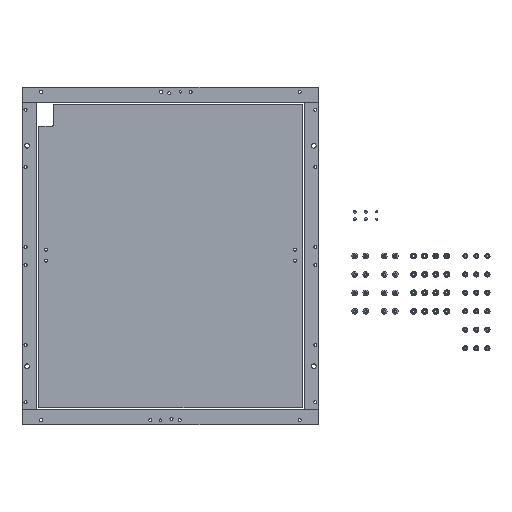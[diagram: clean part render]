
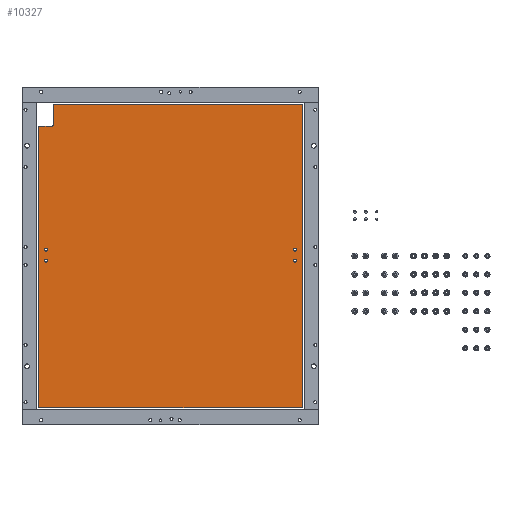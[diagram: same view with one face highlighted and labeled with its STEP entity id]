
A CAD part, front view. The second image highlights one B-rep face of the part: STEP entity #10327.
In plain terms, the highlighted planar face has unit normal (0, -1, 0).
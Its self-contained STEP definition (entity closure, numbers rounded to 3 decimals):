
#44 = DIRECTION ( 'NONE',  ( 0., 0., 1. ) ) ;
#338 = DIRECTION ( 'NONE',  ( 0., 0., 1. ) ) ;
#401 = CARTESIAN_POINT ( 'NONE',  ( 168.9, 0., 8.58 ) ) ;
#412 = AXIS2_PLACEMENT_3D ( 'NONE', #13873, #9091, #3020 ) ;
#511 = FACE_BOUND ( 'NONE', #12780, .T. ) ;
#603 = VERTEX_POINT ( 'NONE', #7505 ) ;
#627 = DIRECTION ( 'NONE',  ( 0., 0., 1. ) ) ;
#651 = CARTESIAN_POINT ( 'NONE',  ( -168.9, 0., 8.58 ) ) ;
#911 = CARTESIAN_POINT ( 'NONE',  ( -179., 0., 206. ) ) ;
#996 = CARTESIAN_POINT ( 'NONE',  ( 168.9, 0., -6.42 ) ) ;
#1069 = VERTEX_POINT ( 'NONE', #3650 ) ;
#1089 = CARTESIAN_POINT ( 'NONE',  ( 168.9, 0., -6.42 ) ) ;
#1108 = VERTEX_POINT ( 'NONE', #13229 ) ;
#1131 = VERTEX_POINT ( 'NONE', #5240 ) ;
#1226 = EDGE_CURVE ( 'NONE', #3609, #1108, #4133, .T. ) ;
#1297 = DIRECTION ( 'NONE',  ( 0., 0., 1. ) ) ;
#1356 = EDGE_LOOP ( 'NONE', ( #3829, #11278, #2260, #7528, #8636, #10792, #11147 ) ) ;
#1442 = CARTESIAN_POINT ( 'NONE',  ( -168.9, 0., -6.42 ) ) ;
#1486 = FACE_BOUND ( 'NONE', #13111, .T. ) ;
#1506 = DIRECTION ( 'NONE',  ( 0., 0., 1. ) ) ;
#1772 = DIRECTION ( 'NONE',  ( 0., 1., 0. ) ) ;
#1991 = CIRCLE ( 'NONE', #9262, 2. ) ;
#2033 = EDGE_CURVE ( 'NONE', #13054, #12620, #13094, .T. ) ;
#2233 = VECTOR ( 'NONE', #3870, 1000. ) ;
#2260 = ORIENTED_EDGE ( 'NONE', *, *, #6038, .F. ) ;
#2432 = DIRECTION ( 'NONE',  ( 0., 0., -1. ) ) ;
#2450 = CARTESIAN_POINT ( 'NONE',  ( 168.9, 0., 6.58 ) ) ;
#2997 = ORIENTED_EDGE ( 'NONE', *, *, #12740, .T. ) ;
#3020 = DIRECTION ( 'NONE',  ( 0., 0., 1. ) ) ;
#3063 = CARTESIAN_POINT ( 'NONE',  ( 168.9, 0., -8.42 ) ) ;
#3222 = CIRCLE ( 'NONE', #4834, 2. ) ;
#3263 = CARTESIAN_POINT ( 'NONE',  ( -179., 0., 176. ) ) ;
#3408 = LINE ( 'NONE', #9340, #9538 ) ;
#3422 = FACE_OUTER_BOUND ( 'NONE', #1356, .T. ) ;
#3589 = AXIS2_PLACEMENT_3D ( 'NONE', #401, #7951, #4261 ) ;
#3609 = VERTEX_POINT ( 'NONE', #11238 ) ;
#3650 = CARTESIAN_POINT ( 'NONE',  ( 168.9, 0., 10.58 ) ) ;
#3652 = ORIENTED_EDGE ( 'NONE', *, *, #4511, .T. ) ;
#3755 = VECTOR ( 'NONE', #10080, 1000. ) ;
#3829 = ORIENTED_EDGE ( 'NONE', *, *, #9887, .F. ) ;
#3870 = DIRECTION ( 'NONE',  ( -1., 0., 0. ) ) ;
#4101 = ORIENTED_EDGE ( 'NONE', *, *, #5450, .T. ) ;
#4133 = CIRCLE ( 'NONE', #412, 2. ) ;
#4154 = VERTEX_POINT ( 'NONE', #3063 ) ;
#4180 = VECTOR ( 'NONE', #1297, 1000. ) ;
#4261 = DIRECTION ( 'NONE',  ( 0., 0., 1. ) ) ;
#4449 = CARTESIAN_POINT ( 'NONE',  ( -179., 0., -206. ) ) ;
#4511 = EDGE_CURVE ( 'NONE', #1108, #3609, #11683, .T. ) ;
#4519 = DIRECTION ( 'NONE',  ( 1., 0., 0. ) ) ;
#4570 = AXIS2_PLACEMENT_3D ( 'NONE', #14339, #5674, #15372 ) ;
#4711 = DIRECTION ( 'NONE',  ( 0., 1., 0. ) ) ;
#4716 = AXIS2_PLACEMENT_3D ( 'NONE', #6792, #1772, #15328 ) ;
#4834 = AXIS2_PLACEMENT_3D ( 'NONE', #1089, #6222, #44 ) ;
#5240 = CARTESIAN_POINT ( 'NONE',  ( -161.5, 0., 176. ) ) ;
#5365 = LINE ( 'NONE', #5423, #12056 ) ;
#5423 = CARTESIAN_POINT ( 'NONE',  ( -179., 0., 176. ) ) ;
#5450 = EDGE_CURVE ( 'NONE', #1069, #6206, #13752, .T. ) ;
#5674 = DIRECTION ( 'NONE',  ( 0., -1., 0. ) ) ;
#5800 = DIRECTION ( 'NONE',  ( 0., 1., 0. ) ) ;
#5852 = EDGE_CURVE ( 'NONE', #4154, #603, #12586, .T. ) ;
#6038 = EDGE_CURVE ( 'NONE', #12620, #11565, #7238, .T. ) ;
#6206 = VERTEX_POINT ( 'NONE', #2450 ) ;
#6222 = DIRECTION ( 'NONE',  ( 0., 1., 0. ) ) ;
#6313 = VECTOR ( 'NONE', #4519, 1000. ) ;
#6477 = VERTEX_POINT ( 'NONE', #7182 ) ;
#6792 = CARTESIAN_POINT ( 'NONE',  ( 168.9, 0., 8.58 ) ) ;
#6835 = PLANE ( 'NONE',  #4570 ) ;
#7085 = EDGE_LOOP ( 'NONE', ( #10820, #15527 ) ) ;
#7182 = CARTESIAN_POINT ( 'NONE',  ( -159., 0., 178.5 ) ) ;
#7225 = CARTESIAN_POINT ( 'NONE',  ( -159., 0., 206. ) ) ;
#7238 = LINE ( 'NONE', #10162, #2233 ) ;
#7505 = CARTESIAN_POINT ( 'NONE',  ( 168.9, 0., -4.42 ) ) ;
#7528 = ORIENTED_EDGE ( 'NONE', *, *, #2033, .F. ) ;
#7606 = CARTESIAN_POINT ( 'NONE',  ( -168.9, 0., -8.42 ) ) ;
#7613 = ORIENTED_EDGE ( 'NONE', *, *, #11444, .T. ) ;
#7714 = DIRECTION ( 'NONE',  ( 1., 0., 0. ) ) ;
#7730 = CARTESIAN_POINT ( 'NONE',  ( 179., 0., -206. ) ) ;
#7821 = DIRECTION ( 'NONE',  ( 0., 1., 0. ) ) ;
#7878 = EDGE_CURVE ( 'NONE', #9041, #9721, #1991, .T. ) ;
#7951 = DIRECTION ( 'NONE',  ( 0., 1., 0. ) ) ;
#8045 = FACE_BOUND ( 'NONE', #13261, .T. ) ;
#8208 = CIRCLE ( 'NONE', #11538, 2. ) ;
#8557 = CARTESIAN_POINT ( 'NONE',  ( -161.5, 0., 178.5 ) ) ;
#8566 = CARTESIAN_POINT ( 'NONE',  ( -179., 0., 206. ) ) ;
#8636 = ORIENTED_EDGE ( 'NONE', *, *, #10246, .F. ) ;
#9033 = CARTESIAN_POINT ( 'NONE',  ( 179., 0., 206. ) ) ;
#9041 = VERTEX_POINT ( 'NONE', #12759 ) ;
#9091 = DIRECTION ( 'NONE',  ( 0., 1., 0. ) ) ;
#9131 = AXIS2_PLACEMENT_3D ( 'NONE', #996, #4711, #12050 ) ;
#9262 = AXIS2_PLACEMENT_3D ( 'NONE', #1442, #9968, #1506 ) ;
#9340 = CARTESIAN_POINT ( 'NONE',  ( -159., 0., -206. ) ) ;
#9521 = AXIS2_PLACEMENT_3D ( 'NONE', #651, #5800, #13078 ) ;
#9538 = VECTOR ( 'NONE', #627, 1000. ) ;
#9721 = VERTEX_POINT ( 'NONE', #7606 ) ;
#9887 = EDGE_CURVE ( 'NONE', #11712, #1131, #5365, .T. ) ;
#9968 = DIRECTION ( 'NONE',  ( 0., 1., 0. ) ) ;
#10080 = DIRECTION ( 'NONE',  ( 0., 0., -1. ) ) ;
#10092 = LINE ( 'NONE', #8566, #4180 ) ;
#10162 = CARTESIAN_POINT ( 'NONE',  ( -179., 0., -206. ) ) ;
#10246 = EDGE_CURVE ( 'NONE', #15773, #13054, #14311, .T. ) ;
#10327 = ADVANCED_FACE ( 'NONE', ( #3422, #14885, #511, #8045, #1486 ), #6835, .T. ) ;
#10788 = ORIENTED_EDGE ( 'NONE', *, *, #1226, .T. ) ;
#10792 = ORIENTED_EDGE ( 'NONE', *, *, #15109, .F. ) ;
#10820 = ORIENTED_EDGE ( 'NONE', *, *, #14712, .T. ) ;
#10998 = EDGE_CURVE ( 'NONE', #11565, #11712, #10092, .T. ) ;
#11147 = ORIENTED_EDGE ( 'NONE', *, *, #12458, .F. ) ;
#11238 = CARTESIAN_POINT ( 'NONE',  ( -168.9, 0., 10.58 ) ) ;
#11278 = ORIENTED_EDGE ( 'NONE', *, *, #10998, .F. ) ;
#11444 = EDGE_CURVE ( 'NONE', #9721, #9041, #8208, .T. ) ;
#11518 = CIRCLE ( 'NONE', #3589, 2. ) ;
#11538 = AXIS2_PLACEMENT_3D ( 'NONE', #13942, #7821, #338 ) ;
#11565 = VERTEX_POINT ( 'NONE', #4449 ) ;
#11683 = CIRCLE ( 'NONE', #9521, 2. ) ;
#11712 = VERTEX_POINT ( 'NONE', #3263 ) ;
#12050 = DIRECTION ( 'NONE',  ( 0., 0., 1. ) ) ;
#12056 = VECTOR ( 'NONE', #7714, 1000. ) ;
#12458 = EDGE_CURVE ( 'NONE', #1131, #6477, #14354, .T. ) ;
#12586 = CIRCLE ( 'NONE', #9131, 2. ) ;
#12620 = VERTEX_POINT ( 'NONE', #7730 ) ;
#12740 = EDGE_CURVE ( 'NONE', #6206, #1069, #11518, .T. ) ;
#12759 = CARTESIAN_POINT ( 'NONE',  ( -168.9, 0., -4.42 ) ) ;
#12780 = EDGE_LOOP ( 'NONE', ( #14104, #7613 ) ) ;
#13054 = VERTEX_POINT ( 'NONE', #13367 ) ;
#13078 = DIRECTION ( 'NONE',  ( 0., 0., 1. ) ) ;
#13094 = LINE ( 'NONE', #9033, #3755 ) ;
#13111 = EDGE_LOOP ( 'NONE', ( #4101, #2997 ) ) ;
#13229 = CARTESIAN_POINT ( 'NONE',  ( -168.9, 0., 6.58 ) ) ;
#13261 = EDGE_LOOP ( 'NONE', ( #10788, #3652 ) ) ;
#13367 = CARTESIAN_POINT ( 'NONE',  ( 179., 0., 206. ) ) ;
#13752 = CIRCLE ( 'NONE', #4716, 2. ) ;
#13873 = CARTESIAN_POINT ( 'NONE',  ( -168.9, 0., 8.58 ) ) ;
#13942 = CARTESIAN_POINT ( 'NONE',  ( -168.9, 0., -6.42 ) ) ;
#14100 = AXIS2_PLACEMENT_3D ( 'NONE', #8557, #15857, #2432 ) ;
#14104 = ORIENTED_EDGE ( 'NONE', *, *, #7878, .T. ) ;
#14311 = LINE ( 'NONE', #911, #6313 ) ;
#14339 = CARTESIAN_POINT ( 'NONE',  ( -179., 0., -206. ) ) ;
#14354 = CIRCLE ( 'NONE', #14100, 2.5 ) ;
#14712 = EDGE_CURVE ( 'NONE', #603, #4154, #3222, .T. ) ;
#14885 = FACE_BOUND ( 'NONE', #7085, .T. ) ;
#15109 = EDGE_CURVE ( 'NONE', #6477, #15773, #3408, .T. ) ;
#15328 = DIRECTION ( 'NONE',  ( 0., 0., 1. ) ) ;
#15372 = DIRECTION ( 'NONE',  ( 0., 0., -1. ) ) ;
#15527 = ORIENTED_EDGE ( 'NONE', *, *, #5852, .T. ) ;
#15773 = VERTEX_POINT ( 'NONE', #7225 ) ;
#15857 = DIRECTION ( 'NONE',  ( 0., -1., 0. ) ) ;
